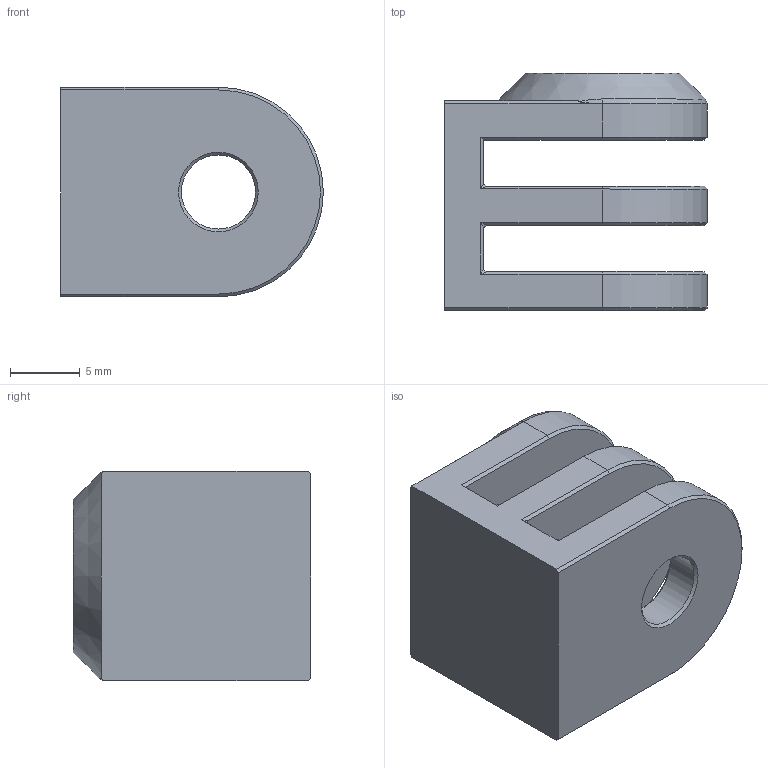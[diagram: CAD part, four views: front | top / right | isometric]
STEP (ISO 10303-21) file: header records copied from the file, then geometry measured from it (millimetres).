
FILE_DESCRIPTION(/* description */ (''),/* implementation_level */ '2;1');
FILE_NAME(/* name */ 'Female Mount MMS v1.step',/* time_stamp */ '2021-07-12T13:17:34-05:00',/* author */ (''),/* organization */ (''),/* preprocessor_version */ 'ST-DEVELOPER v18.1',/* originating_system */ 'Autodesk Translation Framework v10.9.0.1377',/* authorisation */ '');
FILE_SCHEMA (('AUTOMOTIVE_DESIGN { 1 0 10303 214 3 1 1 }'));
Length unit declared in the file: millimetre
Products named in the file (2): Female Mount MMS; Female-Female
Assembly tree (1 placements, depth 2):
  Female Mount MMS
    Female-Female
Bounding box: 18.78 x 17 x 15 mm (x, y, z)
Volume: 2332.6 mm3; surface area: 2195.8 mm2
Topology: 1 solids, 1 shells, 71 faces, 158 edges, 90 vertices
Faces by surface type: plane 50, cone 13, cylinder 6, bspline 2
Full cylindrical faces by diameter (mm): 5.3 x3
Entity records: 2009 total; most frequent: CARTESIAN_POINT 382, DIRECTION 325, ORIENTED_EDGE 316, EDGE_CURVE 158, LINE 127, VECTOR 127, AXIS2_PLACEMENT_3D 99, VERTEX_POINT 90
